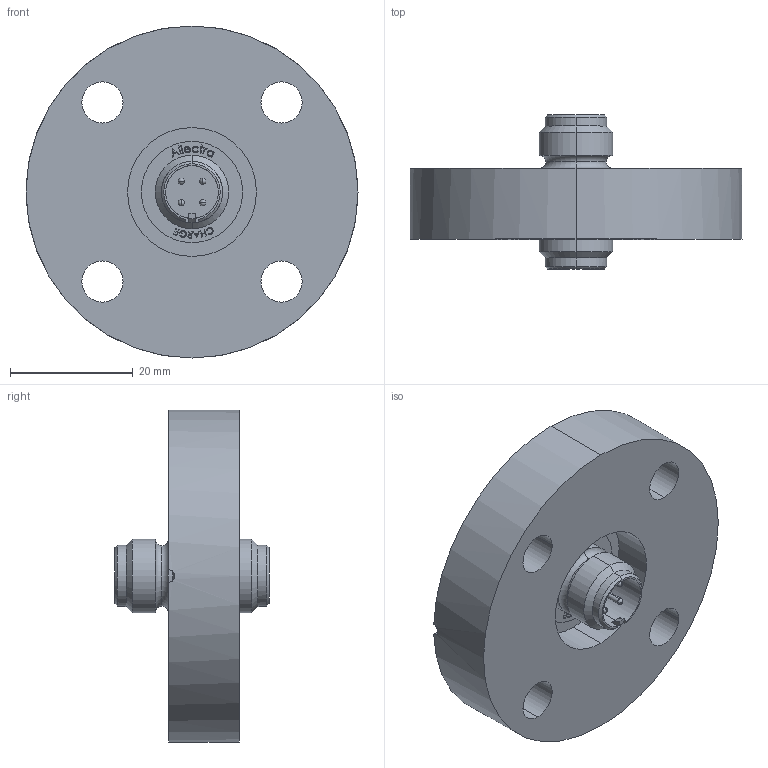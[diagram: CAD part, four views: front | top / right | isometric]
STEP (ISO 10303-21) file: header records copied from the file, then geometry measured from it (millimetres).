
FILE_DESCRIPTION (( 'STEP AP214' ), '1' );
FILE_NAME ('220-M12X4-C25.STEP', '2022-01-03T12:11:07', ( '' ), ( '' ), 'SwSTEP 2.0', 'SolidWorks 2017', '' );
FILE_SCHEMA (( 'AUTOMOTIVE_DESIGN' ));
Length unit declared in the file: millimetre
Products named in the file (5): 9220-PIN-FENI_pin vergd; 9220-M12x4-W_Laserbeschr; 220-M12X4-C25; 220-M12X4_220-M12X4; 9220-M12X4-C25_418-CFB25
Assembly tree (7 placements, depth 3):
  220-M12X4-C25
    9220-M12X4-C25_418-CFB25
    220-M12X4_220-M12X4
      9220-M12x4-W_Laserbeschr
      9220-PIN-FENI_pin vergd  x4
Bounding box: 54.1 x 25.1 x 54.1 mm (x, y, z)
Volume: 22437.2 mm3; surface area: 10117 mm2
Topology: 6 solids, 6 shells, 298 faces, 780 edges, 501 vertices
Faces by surface type: plane 142, bspline 55, cylinder 54, cone 17, sphere 16, torus 14
Entity records: 11757 total; most frequent: CARTESIAN_POINT 4983, ORIENTED_EDGE 1444, DIRECTION 1213, EDGE_CURVE 722, VERTEX_POINT 471, LINE 435, VECTOR 435, AXIS2_PLACEMENT_3D 389
